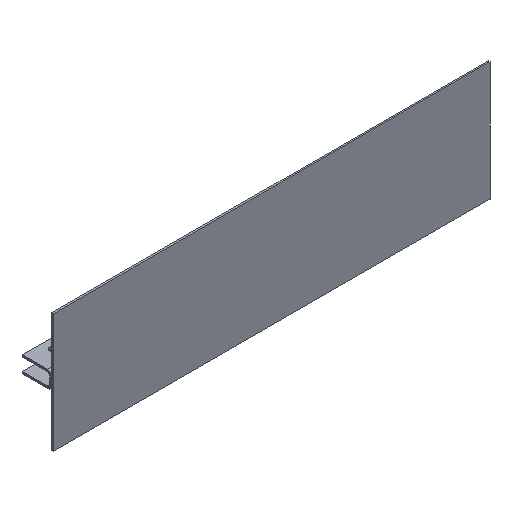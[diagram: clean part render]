
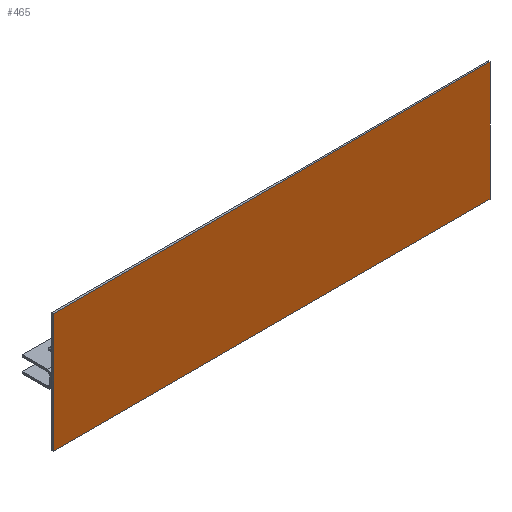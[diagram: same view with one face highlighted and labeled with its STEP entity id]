
A CAD part, isometric view. The second image highlights one B-rep face of the part: STEP entity #465.
In plain terms, the highlighted planar face has unit normal (0, -1, 0).
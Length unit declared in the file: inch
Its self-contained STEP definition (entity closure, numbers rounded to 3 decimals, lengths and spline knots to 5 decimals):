
#75=FACE_OUTER_BOUND('',#101,.T.);
#101=EDGE_LOOP('',(#329,#330,#331,#332));
#145=LINE('',#716,#185);
#146=LINE('',#718,#186);
#147=LINE('',#720,#187);
#148=LINE('',#721,#188);
#185=VECTOR('',#575,22.);
#186=VECTOR('',#576,6.);
#187=VECTOR('',#577,22.);
#188=VECTOR('',#578,6.);
#225=VERTEX_POINT('',#714);
#226=VERTEX_POINT('',#715);
#227=VERTEX_POINT('',#717);
#228=VERTEX_POINT('',#719);
#269=EDGE_CURVE('',#225,#226,#145,.T.);
#270=EDGE_CURVE('',#226,#227,#146,.T.);
#271=EDGE_CURVE('',#227,#228,#147,.T.);
#272=EDGE_CURVE('',#228,#225,#148,.T.);
#329=ORIENTED_EDGE('',*,*,#269,.T.);
#330=ORIENTED_EDGE('',*,*,#270,.T.);
#331=ORIENTED_EDGE('',*,*,#271,.T.);
#332=ORIENTED_EDGE('',*,*,#272,.T.);
#449=PLANE('',#520);
#465=ADVANCED_FACE('',(#75),#449,.F.);
#520=AXIS2_PLACEMENT_3D('',#713,#573,#574);
#573=DIRECTION('center_axis',(0.,1.,0.));
#574=DIRECTION('ref_axis',(1.,0.,0.));
#575=DIRECTION('',(-1.,0.,0.));
#576=DIRECTION('',(0.,0.,-1.));
#577=DIRECTION('',(1.,0.,0.));
#578=DIRECTION('',(0.,0.,1.));
#713=CARTESIAN_POINT('Origin',(0.,0.,0.));
#714=CARTESIAN_POINT('',(22.,0.,3.));
#715=CARTESIAN_POINT('',(0.,0.,3.));
#716=CARTESIAN_POINT('',(22.,0.,3.));
#717=CARTESIAN_POINT('',(0.,0.,-3.));
#718=CARTESIAN_POINT('',(0.,0.,3.));
#719=CARTESIAN_POINT('',(22.,0.,-3.));
#720=CARTESIAN_POINT('',(0.,0.,-3.));
#721=CARTESIAN_POINT('',(22.,0.,-3.));
